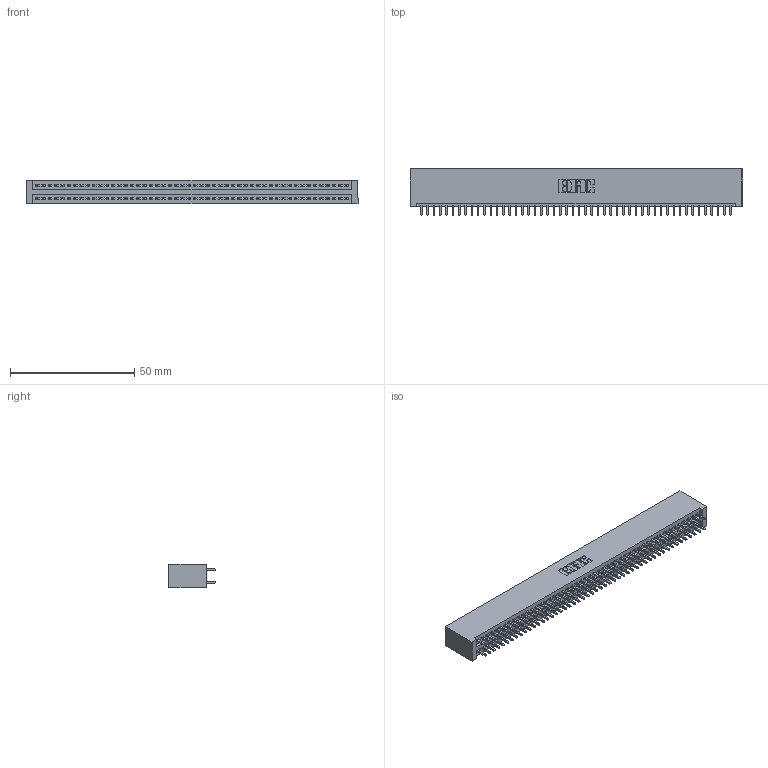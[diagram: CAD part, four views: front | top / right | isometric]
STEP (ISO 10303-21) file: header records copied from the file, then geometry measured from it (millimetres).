
FILE_DESCRIPTION (( 'STEP AP203' ), '1' );
FILE_NAME ('345-100-521-201.STEP', '2019-11-02T14:23:35', ( '' ), ( '' ), 'SwSTEP 2.0', 'SolidWorks 2016', '' );
FILE_SCHEMA (( 'CONFIG_CONTROL_DESIGN' ));
Length unit declared in the file: inch
Products named in the file (3): 345 Part_No Mounting Lugs; 345-100-521-201; 345-292-001_345-293-121
Assembly tree (101 placements, depth 2):
  345-100-521-201
    345 Part_No Mounting Lugs
    345-292-001_345-293-121  x100
Bounding box: 133.6 x 18.72 x 9.4 mm (x, y, z)
Volume: 13627.8 mm3; surface area: 20336.7 mm2
Topology: 101 solids, 101 shells, 5118 faces, 15217 edges, 10010 vertices
Faces by surface type: plane 3376, cylinder 1742
Entity records: 37895 total; most frequent: CARTESIAN_POINT 6344, ORIENTED_EDGE 6278, DIRECTION 5579, EDGE_CURVE 3139, VECTOR 2815, LINE 2815, VERTEX_POINT 2090, AXIS2_PLACEMENT_3D 1382
